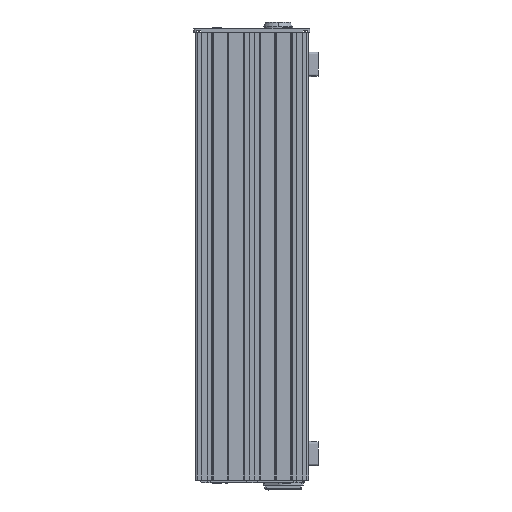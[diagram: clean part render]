
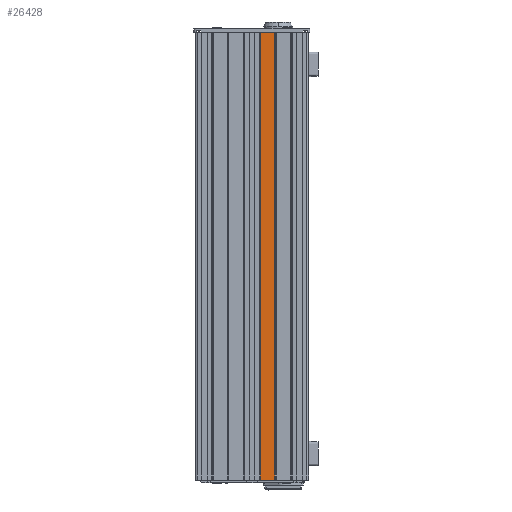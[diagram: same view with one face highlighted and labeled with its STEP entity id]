
A CAD part, left-side view. The second image highlights one B-rep face of the part: STEP entity #26428.
In plain terms, the highlighted planar face has unit normal (-1, 0, 0).
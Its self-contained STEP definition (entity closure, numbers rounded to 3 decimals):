
#2168 = EDGE_CURVE ( 'NONE', #15901, #66752, #27348, .T. ) ;
#5696 = VECTOR ( 'NONE', #101365, 1000. ) ;
#7061 = CARTESIAN_POINT ( 'NONE',  ( 0.1, 2.47, -340. ) ) ;
#10978 = CARTESIAN_POINT ( 'NONE',  ( 0.1, 2.47, 0. ) ) ;
#14476 = CARTESIAN_POINT ( 'NONE',  ( 0.1, 26.52, -340. ) ) ;
#15855 = AXIS2_PLACEMENT_3D ( 'NONE', #7061, #94090, #36376 ) ;
#15901 = VERTEX_POINT ( 'NONE', #122884 ) ;
#15980 = ORIENTED_EDGE ( 'NONE', *, *, #61382, .T. ) ;
#19179 = EDGE_CURVE ( 'NONE', #66752, #84560, #65433, .T. ) ;
#19589 = DIRECTION ( 'NONE',  ( 0., 1., 0. ) ) ;
#25497 = EDGE_LOOP ( 'NONE', ( #127731, #94293, #15980, #43188 ) ) ;
#26428 = ADVANCED_FACE ( 'NONE', ( #55455 ), #46653, .F. ) ;
#27348 = LINE ( 'NONE', #99643, #5696 ) ;
#36376 = DIRECTION ( 'NONE',  ( 0., 0., -1. ) ) ;
#43188 = ORIENTED_EDGE ( 'NONE', *, *, #19179, .F. ) ;
#46653 = PLANE ( 'NONE',  #15855 ) ;
#54500 = DIRECTION ( 'NONE',  ( 0., 0., 1. ) ) ;
#55455 = FACE_OUTER_BOUND ( 'NONE', #25497, .T. ) ;
#55494 = VERTEX_POINT ( 'NONE', #64932 ) ;
#61382 = EDGE_CURVE ( 'NONE', #55494, #84560, #87837, .T. ) ;
#64932 = CARTESIAN_POINT ( 'NONE',  ( 0.1, 26.52, 0. ) ) ;
#65433 = LINE ( 'NONE', #75141, #99411 ) ;
#66752 = VERTEX_POINT ( 'NONE', #114845 ) ;
#75141 = CARTESIAN_POINT ( 'NONE',  ( 0.1, 37.52, -340. ) ) ;
#84560 = VERTEX_POINT ( 'NONE', #95958 ) ;
#87837 = LINE ( 'NONE', #10978, #89462 ) ;
#89462 = VECTOR ( 'NONE', #19589, 1000. ) ;
#90909 = EDGE_CURVE ( 'NONE', #15901, #55494, #97426, .T. ) ;
#94090 = DIRECTION ( 'NONE',  ( 1., 0., 0. ) ) ;
#94293 = ORIENTED_EDGE ( 'NONE', *, *, #90909, .T. ) ;
#95958 = CARTESIAN_POINT ( 'NONE',  ( 0.1, 37.52, 0. ) ) ;
#97426 = LINE ( 'NONE', #14476, #119041 ) ;
#99411 = VECTOR ( 'NONE', #105286, 1000. ) ;
#99643 = CARTESIAN_POINT ( 'NONE',  ( 0.1, 2.47, -340. ) ) ;
#101365 = DIRECTION ( 'NONE',  ( 0., 1., 0. ) ) ;
#105286 = DIRECTION ( 'NONE',  ( 0., 0., 1. ) ) ;
#114845 = CARTESIAN_POINT ( 'NONE',  ( 0.1, 37.52, -340. ) ) ;
#119041 = VECTOR ( 'NONE', #54500, 1000. ) ;
#122884 = CARTESIAN_POINT ( 'NONE',  ( 0.1, 26.52, -340. ) ) ;
#127731 = ORIENTED_EDGE ( 'NONE', *, *, #2168, .F. ) ;
